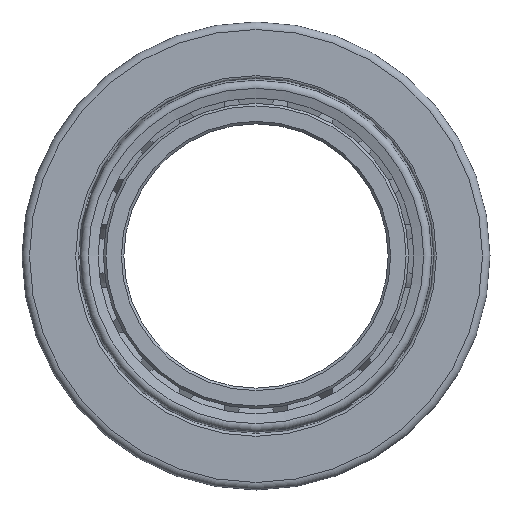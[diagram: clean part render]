
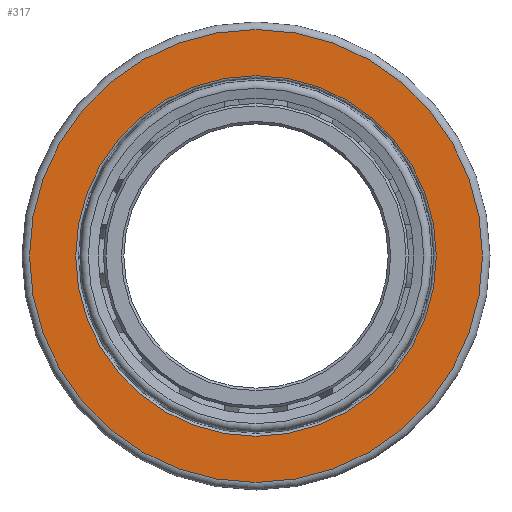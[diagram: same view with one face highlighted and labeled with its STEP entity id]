
A CAD part, left-side view. The second image highlights one B-rep face of the part: STEP entity #317.
In plain terms, the highlighted planar face has unit normal (-1, 0, 0).
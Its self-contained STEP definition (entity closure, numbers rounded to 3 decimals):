
#317 = ADVANCED_FACE( '', ( #492, #493 ), #494, .T. );
#492 = FACE_BOUND( '', #624, .T. );
#493 = FACE_OUTER_BOUND( '', #625, .T. );
#494 = PLANE( '', #626 );
#624 = EDGE_LOOP( '', ( #756 ) );
#625 = EDGE_LOOP( '', ( #757 ) );
#626 = AXIS2_PLACEMENT_3D( '', #758, #759, #760 );
#756 = ORIENTED_EDGE( '', *, *, #909, .T. );
#757 = ORIENTED_EDGE( '', *, *, #915, .F. );
#758 = CARTESIAN_POINT( '', ( 0., 30., 0. ) );
#759 = DIRECTION( '', ( -1., 0., 0. ) );
#760 = DIRECTION( '', ( 0., 0., 1. ) );
#909 = EDGE_CURVE( '', #975, #975, #976, .T. );
#915 = EDGE_CURVE( '', #984, #984, #985, .T. );
#975 = VERTEX_POINT( '', #1063 );
#976 = CIRCLE( '', #1064, 23.886 );
#984 = VERTEX_POINT( '', #1072 );
#985 = CIRCLE( '', #1073, 30. );
#1063 = CARTESIAN_POINT( '', ( 0., 0., -23.886 ) );
#1064 = AXIS2_PLACEMENT_3D( '', #1154, #1155, #1156 );
#1072 = CARTESIAN_POINT( '', ( 0., 0., -30. ) );
#1073 = AXIS2_PLACEMENT_3D( '', #1163, #1164, #1165 );
#1154 = CARTESIAN_POINT( '', ( 0., 0., 0. ) );
#1155 = DIRECTION( '', ( 1., 0., 0. ) );
#1156 = DIRECTION( '', ( 0., 0., -1. ) );
#1163 = CARTESIAN_POINT( '', ( 0., 0., 0. ) );
#1164 = DIRECTION( '', ( 1., 0., 0. ) );
#1165 = DIRECTION( '', ( 0., 0., -1. ) );
